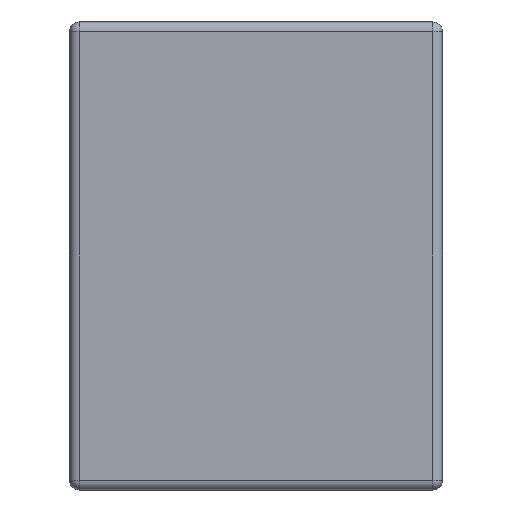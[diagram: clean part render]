
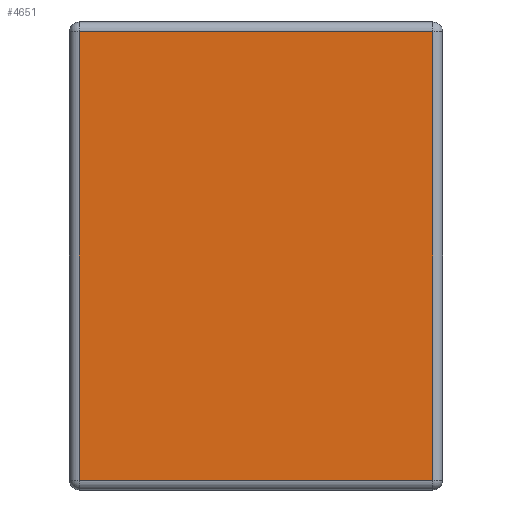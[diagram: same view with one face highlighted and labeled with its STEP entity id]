
A CAD part, left-side view. The second image highlights one B-rep face of the part: STEP entity #4651.
In plain terms, the highlighted planar face has unit normal (-1, 0, 0).
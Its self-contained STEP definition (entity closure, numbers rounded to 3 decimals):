
#107 = DIRECTION ( 'NONE',  ( 0., 0., -1. ) ) ;
#141 = PLANE ( 'NONE',  #772 ) ;
#396 = VERTEX_POINT ( 'NONE', #1252 ) ;
#526 = CARTESIAN_POINT ( 'NONE',  ( 0., 0., 0. ) ) ;
#547 = ORIENTED_EDGE ( 'NONE', *, *, #2697, .T. ) ;
#772 = AXIS2_PLACEMENT_3D ( 'NONE', #526, #1899, #3040 ) ;
#819 = LINE ( 'NONE', #1544, #2997 ) ;
#839 = CARTESIAN_POINT ( 'NONE',  ( 0., 0.073, 0. ) ) ;
#944 = ORIENTED_EDGE ( 'NONE', *, *, #2703, .T. ) ;
#1031 = EDGE_CURVE ( 'NONE', #396, #1089, #3712, .T. ) ;
#1089 = VERTEX_POINT ( 'NONE', #2811 ) ;
#1108 = EDGE_LOOP ( 'NONE', ( #944, #1900, #547, #1265 ) ) ;
#1252 = CARTESIAN_POINT ( 'NONE',  ( 0., 0.073, -3.427 ) ) ;
#1265 = ORIENTED_EDGE ( 'NONE', *, *, #2497, .T. ) ;
#1307 = VECTOR ( 'NONE', #2128, 1000. ) ;
#1544 = CARTESIAN_POINT ( 'NONE',  ( 0., 2.717, -3.5 ) ) ;
#1723 = CARTESIAN_POINT ( 'NONE',  ( 0., 2.717, -0.073 ) ) ;
#1806 = VECTOR ( 'NONE', #1965, 1000. ) ;
#1843 = DIRECTION ( 'NONE',  ( 0., 0., 1. ) ) ;
#1899 = DIRECTION ( 'NONE',  ( -1., 0., 0. ) ) ;
#1900 = ORIENTED_EDGE ( 'NONE', *, *, #1031, .T. ) ;
#1965 = DIRECTION ( 'NONE',  ( 0., 1., 0. ) ) ;
#2069 = VERTEX_POINT ( 'NONE', #1723 ) ;
#2106 = LINE ( 'NONE', #3814, #1307 ) ;
#2128 = DIRECTION ( 'NONE',  ( 0., -1., 0. ) ) ;
#2497 = EDGE_CURVE ( 'NONE', #2069, #2689, #819, .T. ) ;
#2549 = LINE ( 'NONE', #3801, #1806 ) ;
#2689 = VERTEX_POINT ( 'NONE', #3112 ) ;
#2697 = EDGE_CURVE ( 'NONE', #1089, #2069, #2549, .T. ) ;
#2703 = EDGE_CURVE ( 'NONE', #2689, #396, #2106, .T. ) ;
#2811 = CARTESIAN_POINT ( 'NONE',  ( 0., 0.073, -0.073 ) ) ;
#2997 = VECTOR ( 'NONE', #107, 1000. ) ;
#3040 = DIRECTION ( 'NONE',  ( 0., 0., 1. ) ) ;
#3112 = CARTESIAN_POINT ( 'NONE',  ( 0., 2.717, -3.427 ) ) ;
#3134 = FACE_OUTER_BOUND ( 'NONE', #1108, .T. ) ;
#3241 = VECTOR ( 'NONE', #1843, 1000. ) ;
#3712 = LINE ( 'NONE', #839, #3241 ) ;
#3801 = CARTESIAN_POINT ( 'NONE',  ( 0., 2.79, -0.073 ) ) ;
#3814 = CARTESIAN_POINT ( 'NONE',  ( 0., 0., -3.427 ) ) ;
#4651 = ADVANCED_FACE ( 'NONE', ( #3134 ), #141, .T. ) ;
